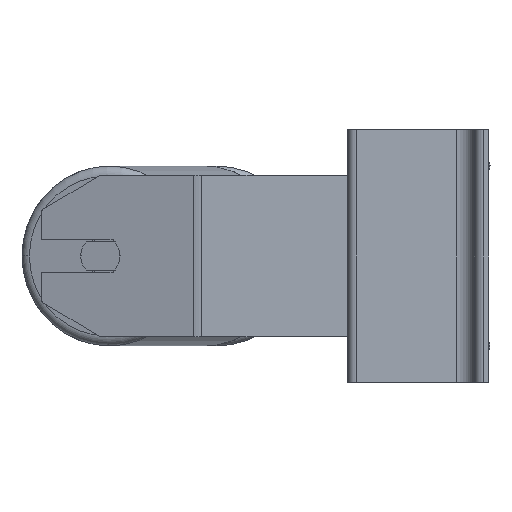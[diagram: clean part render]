
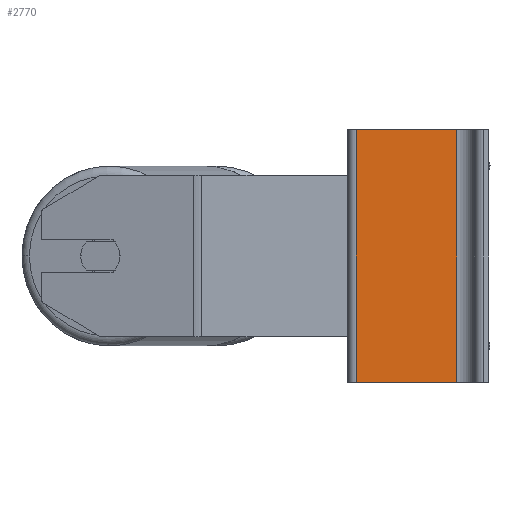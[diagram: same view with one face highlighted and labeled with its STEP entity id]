
A CAD part, left-side view. The second image highlights one B-rep face of the part: STEP entity #2770.
In plain terms, the highlighted planar face has unit normal (-1, 0, 0).
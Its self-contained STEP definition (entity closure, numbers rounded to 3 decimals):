
#120 = VECTOR ( 'NONE', #10478, 1000. ) ;
#537 = DIRECTION ( 'NONE',  ( 0., -1., 0. ) ) ;
#583 = DIRECTION ( 'NONE',  ( 1., 0., 0. ) ) ;
#755 = CARTESIAN_POINT ( 'NONE',  ( -337., -36., 62.5 ) ) ;
#762 = EDGE_CURVE ( 'NONE', #8293, #9950, #8157, .T. ) ;
#1775 = DIRECTION ( 'NONE',  ( 0., -1., 0. ) ) ;
#2466 = VERTEX_POINT ( 'NONE', #8399 ) ;
#2770 = ADVANCED_FACE ( 'NONE', ( #4812 ), #10349, .F. ) ;
#3347 = VECTOR ( 'NONE', #537, 1000. ) ;
#4007 = DIRECTION ( 'NONE',  ( 0., 0., -1. ) ) ;
#4071 = CARTESIAN_POINT ( 'NONE',  ( -337., 13.5, -62.5 ) ) ;
#4734 = VECTOR ( 'NONE', #4007, 1000. ) ;
#4812 = FACE_OUTER_BOUND ( 'NONE', #9091, .T. ) ;
#4919 = CARTESIAN_POINT ( 'NONE',  ( -337., -36., -62.5 ) ) ;
#5457 = AXIS2_PLACEMENT_3D ( 'NONE', #7854, #583, #10297 ) ;
#5485 = ORIENTED_EDGE ( 'NONE', *, *, #9786, .T. ) ;
#5719 = CARTESIAN_POINT ( 'NONE',  ( -337., 13.5, 62.5 ) ) ;
#6064 = CARTESIAN_POINT ( 'NONE',  ( -337., 13.5, -62.5 ) ) ;
#6344 = CARTESIAN_POINT ( 'NONE',  ( -337., 13.5, 62.5 ) ) ;
#6542 = VERTEX_POINT ( 'NONE', #4919 ) ;
#6655 = LINE ( 'NONE', #9120, #6893 ) ;
#6893 = VECTOR ( 'NONE', #1775, 1000. ) ;
#6894 = ORIENTED_EDGE ( 'NONE', *, *, #8681, .F. ) ;
#7854 = CARTESIAN_POINT ( 'NONE',  ( -337., 13.5, 62.5 ) ) ;
#7865 = LINE ( 'NONE', #6064, #3347 ) ;
#8028 = LINE ( 'NONE', #755, #120 ) ;
#8157 = LINE ( 'NONE', #5719, #4734 ) ;
#8293 = VERTEX_POINT ( 'NONE', #6344 ) ;
#8351 = EDGE_CURVE ( 'NONE', #8293, #2466, #6655, .T. ) ;
#8399 = CARTESIAN_POINT ( 'NONE',  ( -337., -36., 62.5 ) ) ;
#8599 = ORIENTED_EDGE ( 'NONE', *, *, #762, .T. ) ;
#8664 = ORIENTED_EDGE ( 'NONE', *, *, #8351, .F. ) ;
#8681 = EDGE_CURVE ( 'NONE', #2466, #6542, #8028, .T. ) ;
#9091 = EDGE_LOOP ( 'NONE', ( #5485, #6894, #8664, #8599 ) ) ;
#9120 = CARTESIAN_POINT ( 'NONE',  ( -337., 13.5, 62.5 ) ) ;
#9786 = EDGE_CURVE ( 'NONE', #9950, #6542, #7865, .T. ) ;
#9950 = VERTEX_POINT ( 'NONE', #4071 ) ;
#10297 = DIRECTION ( 'NONE',  ( 0., 1., 0. ) ) ;
#10349 = PLANE ( 'NONE',  #5457 ) ;
#10478 = DIRECTION ( 'NONE',  ( 0., 0., -1. ) ) ;
